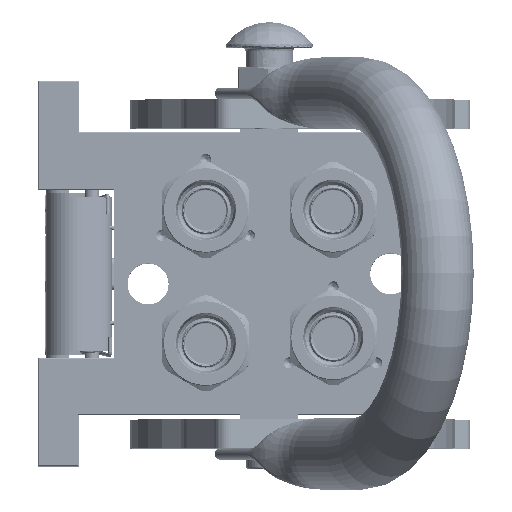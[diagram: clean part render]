
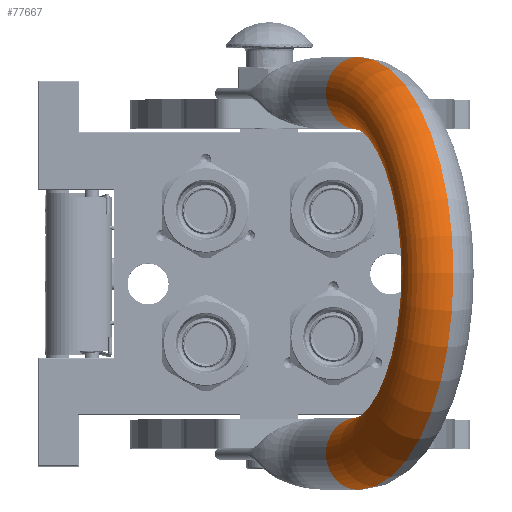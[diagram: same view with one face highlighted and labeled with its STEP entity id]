
A CAD part, top view. The second image highlights one B-rep face of the part: STEP entity #77667.
In plain terms, the highlighted toroidal (fillet/blend) face has major radius 62.25 mm and minor radius 12.5 mm.
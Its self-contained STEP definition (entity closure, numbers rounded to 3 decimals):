
#408 = CARTESIAN_POINT ( 'NONE',  ( -49.75, 0., 25.25 ) ) ;
#908 = TOROIDAL_SURFACE ( 'NONE', #4695, 62.25, 12.5 ) ;
#3864 = CIRCLE ( 'NONE', #26151, 49.75 ) ;
#4695 = AXIS2_PLACEMENT_3D ( 'NONE', #22657, #101454, #52366 ) ;
#7546 = CIRCLE ( 'NONE', #24283, 74.75 ) ;
#9019 = DIRECTION ( 'NONE',  ( 0., 0., -1. ) ) ;
#10082 = CARTESIAN_POINT ( 'NONE',  ( 49.75, 0., 25.25 ) ) ;
#13341 = DIRECTION ( 'NONE',  ( 0., 1., 0. ) ) ;
#22657 = CARTESIAN_POINT ( 'NONE',  ( 0., 0., 25.25 ) ) ;
#24283 = AXIS2_PLACEMENT_3D ( 'NONE', #35645, #95459, #36915 ) ;
#26151 = AXIS2_PLACEMENT_3D ( 'NONE', #33940, #13341, #101544 ) ;
#28092 = VERTEX_POINT ( 'NONE', #10082 ) ;
#33940 = CARTESIAN_POINT ( 'NONE',  ( 0., 0., 25.25 ) ) ;
#35441 = CIRCLE ( 'NONE', #37845, 12.5 ) ;
#35645 = CARTESIAN_POINT ( 'NONE',  ( 0., 0., 25.25 ) ) ;
#36915 = DIRECTION ( 'NONE',  ( -1., 0., 0. ) ) ;
#37845 = AXIS2_PLACEMENT_3D ( 'NONE', #87252, #9019, #47250 ) ;
#39372 = FACE_OUTER_BOUND ( 'NONE', #70626, .T. ) ;
#41031 = VERTEX_POINT ( 'NONE', #408 ) ;
#47250 = DIRECTION ( 'NONE',  ( 1., 0., 0. ) ) ;
#52366 = DIRECTION ( 'NONE',  ( 1., 0., 0. ) ) ;
#54334 = CIRCLE ( 'NONE', #95517, 12.5 ) ;
#69426 = DIRECTION ( 'NONE',  ( 0., 0., 1. ) ) ;
#70268 = DIRECTION ( 'NONE',  ( -1., 0., 0. ) ) ;
#70626 = EDGE_LOOP ( 'NONE', ( #117252, #124620, #90416, #96581 ) ) ;
#77667 = ADVANCED_FACE ( 'NONE', ( #39372 ), #908, .T. ) ;
#79320 = CARTESIAN_POINT ( 'NONE',  ( -62.25, 0., 25.25 ) ) ;
#83353 = CARTESIAN_POINT ( 'NONE',  ( -74.75, 0., 25.25 ) ) ;
#85929 = VERTEX_POINT ( 'NONE', #101394 ) ;
#87252 = CARTESIAN_POINT ( 'NONE',  ( 62.25, 0., 25.25 ) ) ;
#90416 = ORIENTED_EDGE ( 'NONE', *, *, #119356, .F. ) ;
#91764 = EDGE_CURVE ( 'NONE', #41031, #28092, #3864, .T. ) ;
#92718 = EDGE_CURVE ( 'NONE', #99051, #41031, #54334, .T. ) ;
#95459 = DIRECTION ( 'NONE',  ( 0., 1., 0. ) ) ;
#95517 = AXIS2_PLACEMENT_3D ( 'NONE', #79320, #69426, #70268 ) ;
#96581 = ORIENTED_EDGE ( 'NONE', *, *, #92718, .T. ) ;
#99051 = VERTEX_POINT ( 'NONE', #83353 ) ;
#101394 = CARTESIAN_POINT ( 'NONE',  ( 74.75, 0., 25.25 ) ) ;
#101454 = DIRECTION ( 'NONE',  ( 0., 1., 0. ) ) ;
#101544 = DIRECTION ( 'NONE',  ( -1., 0., 0. ) ) ;
#103743 = EDGE_CURVE ( 'NONE', #85929, #28092, #35441, .T. ) ;
#117252 = ORIENTED_EDGE ( 'NONE', *, *, #91764, .T. ) ;
#119356 = EDGE_CURVE ( 'NONE', #99051, #85929, #7546, .T. ) ;
#124620 = ORIENTED_EDGE ( 'NONE', *, *, #103743, .F. ) ;
